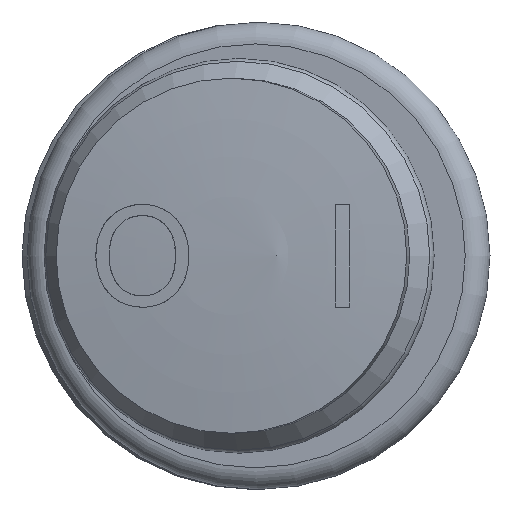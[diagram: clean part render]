
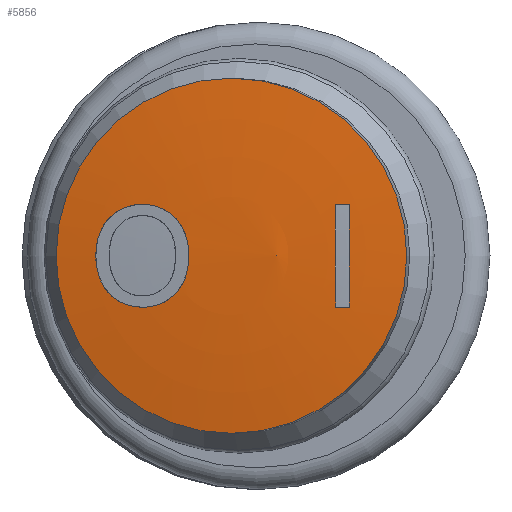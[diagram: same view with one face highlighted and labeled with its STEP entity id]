
A CAD part, top view. The second image highlights one B-rep face of the part: STEP entity #5856.
In plain terms, the highlighted toroidal (fillet/blend) face has major radius 1.27 mm and minor radius 108.622 mm.
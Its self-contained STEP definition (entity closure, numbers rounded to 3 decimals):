
#19=VERTEX_LOOP('',#3518);
#21=DEGENERATE_TOROIDAL_SURFACE('',#6438,1.27,108.622,
 .F.);
#303=B_SPLINE_CURVE_WITH_KNOTS('',3,(#11831,#11832,#11833,#11834,#11835,
#11836,#11837,#11838,#11839),.UNSPECIFIED.,.F.,.F.,(4,1,1,1,1,1,4),(0.,
0.25,0.5,0.563,0.625,0.75,1.),.UNSPECIFIED.);
#304=B_SPLINE_CURVE_WITH_KNOTS('',3,(#11842,#11843,#11844,#11845,#11846,
#11847,#11848,#11849,#11850,#11851,#11852,#11853,#11854,#11855,#11856,#11857,
#11858,#11859),.UNSPECIFIED.,.F.,.F.,(4,1,1,1,1,1,1,1,1,1,1,1,1,1,1,4),
(-0.004,-0.002,-0.002,-0.001,
0.,0.001,0.002,0.003,
0.004,0.005,0.006,0.006,
0.007,0.008,0.009,0.01),
 .UNSPECIFIED.);
#305=B_SPLINE_CURVE_WITH_KNOTS('',3,(#11860,#11861,#11862,#11863),
 .UNSPECIFIED.,.F.,.F.,(4,4),(0.,0.001),
 .UNSPECIFIED.);
#306=B_SPLINE_CURVE_WITH_KNOTS('',3,(#11866,#11867,#11868,#11869),
 .UNSPECIFIED.,.F.,.F.,(4,4),(0.,0.006),.UNSPECIFIED.);
#307=B_SPLINE_CURVE_WITH_KNOTS('',3,(#11871,#11872,#11873,#11874),
 .UNSPECIFIED.,.F.,.F.,(4,4),(0.,0.001),
 .UNSPECIFIED.);
#308=B_SPLINE_CURVE_WITH_KNOTS('',3,(#11876,#11877,#11878,#11879),
 .UNSPECIFIED.,.F.,.F.,(4,4),(0.,0.006),.UNSPECIFIED.);
#451=CIRCLE('',#6439,9.5);
#2094=ORIENTED_EDGE('',*,*,#2948,.T.);
#2095=ORIENTED_EDGE('',*,*,#2949,.T.);
#2096=ORIENTED_EDGE('',*,*,#2950,.F.);
#2097=ORIENTED_EDGE('',*,*,#2951,.F.);
#2098=ORIENTED_EDGE('',*,*,#2952,.F.);
#2099=ORIENTED_EDGE('',*,*,#2953,.F.);
#2100=ORIENTED_EDGE('',*,*,#2954,.F.);
#2948=EDGE_CURVE('',#3512,#3513,#303,.T.);
#2949=EDGE_CURVE('',#3513,#3512,#304,.T.);
#2950=EDGE_CURVE('',#3514,#3515,#305,.T.);
#2951=EDGE_CURVE('',#3516,#3514,#306,.T.);
#2952=EDGE_CURVE('',#3517,#3516,#307,.T.);
#2953=EDGE_CURVE('',#3515,#3517,#308,.T.);
#2954=EDGE_CURVE('',#3519,#3519,#451,.T.);
#3512=VERTEX_POINT('',#11840);
#3513=VERTEX_POINT('',#11841);
#3514=VERTEX_POINT('',#11864);
#3515=VERTEX_POINT('',#11865);
#3516=VERTEX_POINT('',#11870);
#3517=VERTEX_POINT('',#11875);
#3518=VERTEX_POINT('',#11880);
#3519=VERTEX_POINT('',#11882);
#4944=EDGE_LOOP('',(#2094,#2095));
#4945=EDGE_LOOP('',(#2096,#2097,#2098,#2099));
#4946=EDGE_LOOP('',(#2100));
#5326=FACE_BOUND('',#4944,.T.);
#5327=FACE_BOUND('',#4945,.T.);
#5328=FACE_BOUND('',#19,.T.);
#5329=FACE_BOUND('',#4946,.T.);
#5856=ADVANCED_FACE('',(#5326,#5327,#5328,#5329),#21,.F.);
#6438=AXIS2_PLACEMENT_3D('',#11830,#7771,#7772);
#6439=AXIS2_PLACEMENT_3D('',#11881,#7773,#7774);
#7771=DIRECTION('',(0.,0.,-1.));
#7772=DIRECTION('',(-1.,0.,0.));
#7773=DIRECTION('',(0.,0.,-1.));
#7774=DIRECTION('',(-1.,0.,0.));
#11830=CARTESIAN_POINT('',(0.,0.,-104.615));
#11831=CARTESIAN_POINT('',(2.612,1.551,3.922));
#11832=CARTESIAN_POINT('',(2.709,1.721,3.915));
#11833=CARTESIAN_POINT('',(2.994,2.088,3.897));
#11834=CARTESIAN_POINT('',(3.351,2.364,3.875));
#11835=CARTESIAN_POINT('',(3.677,2.528,3.856));
#11836=CARTESIAN_POINT('',(3.841,2.596,3.847));
#11837=CARTESIAN_POINT('',(4.175,2.704,3.828));
#11838=CARTESIAN_POINT('',(4.52,2.75,3.809));
#11839=CARTESIAN_POINT('',(4.781,2.75,3.795));
#11840=CARTESIAN_POINT('',(2.612,1.551,3.922));
#11841=CARTESIAN_POINT('',(4.781,2.75,3.795));
#11842=CARTESIAN_POINT('',(4.781,2.75,3.795));
#11843=CARTESIAN_POINT('',(5.377,2.75,3.763));
#11844=CARTESIAN_POINT('',(6.27,2.464,3.715));
#11845=CARTESIAN_POINT('',(7.02,1.513,3.68));
#11846=CARTESIAN_POINT('',(7.299,0.663,3.668));
#11847=CARTESIAN_POINT('',(7.35,-0.238,3.666));
#11848=CARTESIAN_POINT('',(7.189,-1.114,3.672));
#11849=CARTESIAN_POINT('',(6.769,-1.922,3.691));
#11850=CARTESIAN_POINT('',(6.063,-2.485,3.727));
#11851=CARTESIAN_POINT('',(5.205,-2.765,3.772));
#11852=CARTESIAN_POINT('',(4.302,-2.761,3.821));
#11853=CARTESIAN_POINT('',(3.453,-2.466,3.869));
#11854=CARTESIAN_POINT('',(2.764,-1.874,3.911));
#11855=CARTESIAN_POINT('',(2.354,-1.065,3.941));
#11856=CARTESIAN_POINT('',(2.199,-0.178,3.954));
#11857=CARTESIAN_POINT('',(2.271,0.718,3.948));
#11858=CARTESIAN_POINT('',(2.463,1.29,3.932));
#11859=CARTESIAN_POINT('',(2.612,1.551,3.922));
#11860=CARTESIAN_POINT('',(-5.684,2.75,3.742));
#11861=CARTESIAN_POINT('',(-5.927,2.75,3.727));
#11862=CARTESIAN_POINT('',(-6.171,2.75,3.711));
#11863=CARTESIAN_POINT('',(-6.415,2.75,3.694));
#11864=CARTESIAN_POINT('',(-5.684,2.75,3.742));
#11865=CARTESIAN_POINT('',(-6.415,2.75,3.694));
#11866=CARTESIAN_POINT('',(-5.684,-2.75,3.742));
#11867=CARTESIAN_POINT('',(-5.684,-0.917,3.798));
#11868=CARTESIAN_POINT('',(-5.684,0.917,3.798));
#11869=CARTESIAN_POINT('',(-5.684,2.75,3.742));
#11870=CARTESIAN_POINT('',(-5.684,-2.75,3.742));
#11871=CARTESIAN_POINT('',(-6.415,-2.75,3.694));
#11872=CARTESIAN_POINT('',(-6.171,-2.75,3.711));
#11873=CARTESIAN_POINT('',(-5.927,-2.75,3.727));
#11874=CARTESIAN_POINT('',(-5.684,-2.75,3.742));
#11875=CARTESIAN_POINT('',(-6.415,-2.75,3.694));
#11876=CARTESIAN_POINT('',(-6.415,2.75,3.694));
#11877=CARTESIAN_POINT('',(-6.415,0.917,3.749));
#11878=CARTESIAN_POINT('',(-6.415,-0.917,3.749));
#11879=CARTESIAN_POINT('',(-6.415,-2.75,3.694));
#11880=CARTESIAN_POINT('',(0.,0.,4.));
#11881=CARTESIAN_POINT('',(0.,0.,3.472));
#11882=CARTESIAN_POINT('',(-9.5,0.,3.472));
